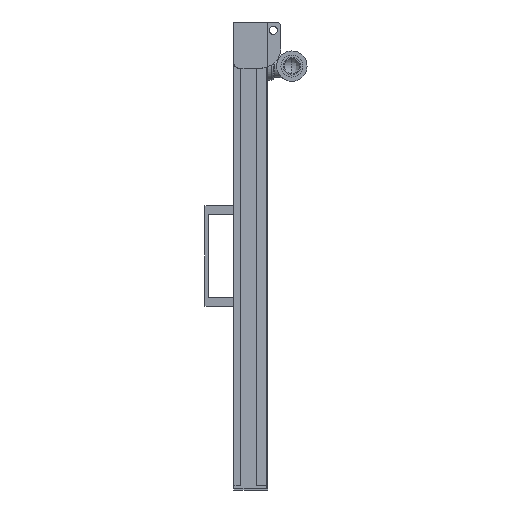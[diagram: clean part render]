
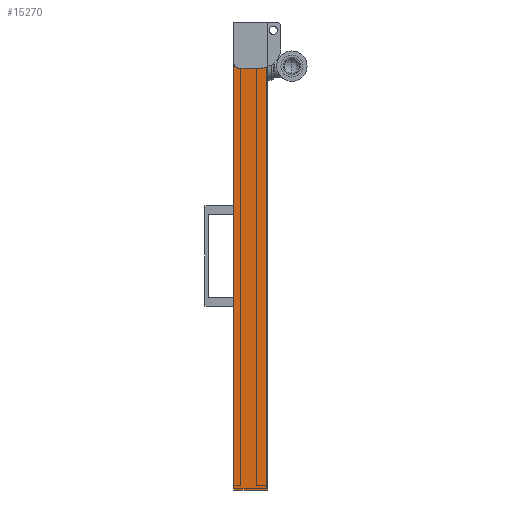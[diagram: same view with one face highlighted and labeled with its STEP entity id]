
A CAD part, left-side view. The second image highlights one B-rep face of the part: STEP entity #15270.
In plain terms, the highlighted face is planar.
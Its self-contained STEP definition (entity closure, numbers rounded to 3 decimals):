
#363 = EDGE_CURVE ( 'NONE', #10763, #14171, #5631, .T. ) ;
#702 = VECTOR ( 'NONE', #3169, 1000. ) ;
#1791 = CARTESIAN_POINT ( 'NONE',  ( 277.5, 0., -228. ) ) ;
#2526 = CARTESIAN_POINT ( 'NONE',  ( 277.5, 33., -228. ) ) ;
#2572 = AXIS2_PLACEMENT_3D ( 'NONE', #12067, #10631, #13088 ) ;
#3092 = LINE ( 'NONE', #3423, #16156 ) ;
#3169 = DIRECTION ( 'NONE',  ( 0., 0., -1. ) ) ;
#3423 = CARTESIAN_POINT ( 'NONE',  ( 277.5, 33., -183. ) ) ;
#3489 = CARTESIAN_POINT ( 'NONE',  ( 277.5, 7., -183. ) ) ;
#3514 = CARTESIAN_POINT ( 'NONE',  ( 277.5, 33., -188. ) ) ;
#3588 = DIRECTION ( 'NONE',  ( 0., 0., -1. ) ) ;
#3713 = FACE_OUTER_BOUND ( 'NONE', #5196, .T. ) ;
#3792 = DIRECTION ( 'NONE',  ( 0., 0., 1. ) ) ;
#4160 = ORIENTED_EDGE ( 'NONE', *, *, #10006, .F. ) ;
#4199 = ORIENTED_EDGE ( 'NONE', *, *, #363, .T. ) ;
#4511 = DIRECTION ( 'NONE',  ( 0., -1., 0. ) ) ;
#4693 = ORIENTED_EDGE ( 'NONE', *, *, #7729, .T. ) ;
#4854 = CARTESIAN_POINT ( 'NONE',  ( 277.5, 7., -203. ) ) ;
#5196 = EDGE_LOOP ( 'NONE', ( #6837, #4160, #4693, #10994, #4199, #9630 ) ) ;
#5449 = CARTESIAN_POINT ( 'NONE',  ( 277.5, 0., -184.265 ) ) ;
#5631 = LINE ( 'NONE', #10797, #14584 ) ;
#5689 = LINE ( 'NONE', #1791, #8067 ) ;
#6006 = CIRCLE ( 'NONE', #13841, 20. ) ;
#6425 = DIRECTION ( 'NONE',  ( -1., 0., 0. ) ) ;
#6435 = EDGE_CURVE ( 'NONE', #14171, #13244, #5689, .T. ) ;
#6837 = ORIENTED_EDGE ( 'NONE', *, *, #12956, .F. ) ;
#7532 = CARTESIAN_POINT ( 'NONE',  ( 277.5, 28., -183. ) ) ;
#7729 = EDGE_CURVE ( 'NONE', #13938, #16162, #8532, .T. ) ;
#7928 = EDGE_CURVE ( 'NONE', #10763, #16162, #8253, .T. ) ;
#8025 = CARTESIAN_POINT ( 'NONE',  ( 277.5, 33., 228. ) ) ;
#8067 = VECTOR ( 'NONE', #10938, 1000. ) ;
#8253 = LINE ( 'NONE', #16026, #702 ) ;
#8532 = CIRCLE ( 'NONE', #2572, 5. ) ;
#8806 = AXIS2_PLACEMENT_3D ( 'NONE', #2526, #6425, #3792 ) ;
#9630 = ORIENTED_EDGE ( 'NONE', *, *, #6435, .T. ) ;
#9942 = DIRECTION ( 'NONE',  ( 1., 0., 0. ) ) ;
#10006 = EDGE_CURVE ( 'NONE', #13938, #14673, #3092, .T. ) ;
#10315 = PLANE ( 'NONE',  #8806 ) ;
#10631 = DIRECTION ( 'NONE',  ( -1., 0., 0. ) ) ;
#10763 = VERTEX_POINT ( 'NONE', #8025 ) ;
#10797 = CARTESIAN_POINT ( 'NONE',  ( 277.5, 33., 228. ) ) ;
#10938 = DIRECTION ( 'NONE',  ( 0., 0., -1. ) ) ;
#10994 = ORIENTED_EDGE ( 'NONE', *, *, #7928, .F. ) ;
#11224 = CARTESIAN_POINT ( 'NONE',  ( 277.5, 0., 228. ) ) ;
#12067 = CARTESIAN_POINT ( 'NONE',  ( 277.5, 28., -188. ) ) ;
#12956 = EDGE_CURVE ( 'NONE', #14673, #13244, #6006, .T. ) ;
#13088 = DIRECTION ( 'NONE',  ( 0., 0., 1. ) ) ;
#13244 = VERTEX_POINT ( 'NONE', #5449 ) ;
#13739 = DIRECTION ( 'NONE',  ( 0., -1., 0. ) ) ;
#13841 = AXIS2_PLACEMENT_3D ( 'NONE', #4854, #9942, #3588 ) ;
#13938 = VERTEX_POINT ( 'NONE', #7532 ) ;
#14171 = VERTEX_POINT ( 'NONE', #11224 ) ;
#14584 = VECTOR ( 'NONE', #4511, 1000. ) ;
#14673 = VERTEX_POINT ( 'NONE', #3489 ) ;
#15270 = ADVANCED_FACE ( 'NONE', ( #3713 ), #10315, .F. ) ;
#16026 = CARTESIAN_POINT ( 'NONE',  ( 277.5, 33., -228. ) ) ;
#16156 = VECTOR ( 'NONE', #13739, 1000. ) ;
#16162 = VERTEX_POINT ( 'NONE', #3514 ) ;
